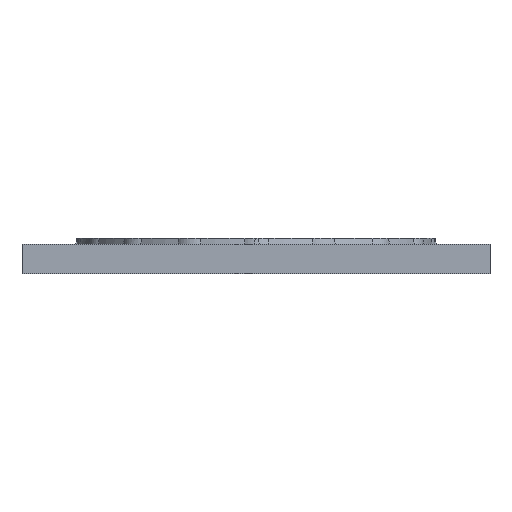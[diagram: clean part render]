
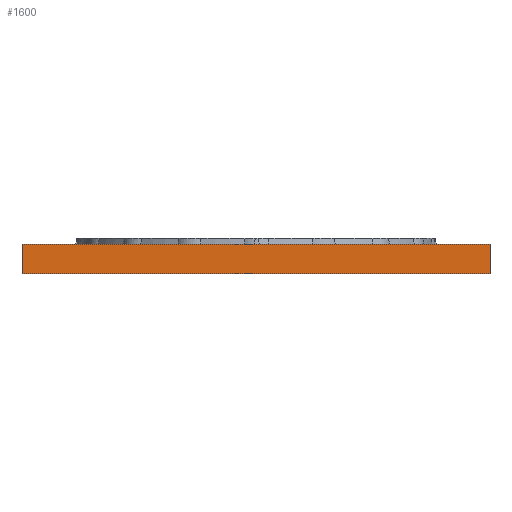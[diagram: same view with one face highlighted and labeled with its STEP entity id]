
A CAD part, front view. The second image highlights one B-rep face of the part: STEP entity #1600.
In plain terms, the highlighted planar face has unit normal (0, -1, 0).
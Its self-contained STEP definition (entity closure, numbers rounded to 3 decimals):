
#390=FACE_OUTER_BOUND('',#479,.T.);
#479=EDGE_LOOP('',(#1407,#1408,#1409,#1410));
#484=LINE('',#2373,#528);
#519=LINE('',#2780,#563);
#525=LINE('',#3079,#569);
#526=LINE('',#3081,#570);
#528=VECTOR('',#1869,10.);
#563=VECTOR('',#2146,10.);
#569=VECTOR('',#2350,10.);
#570=VECTOR('',#2353,10.);
#572=VERTEX_POINT('',#2370);
#573=VERTEX_POINT('',#2372);
#671=VERTEX_POINT('',#2778);
#672=VERTEX_POINT('',#2779);
#740=EDGE_CURVE('',#572,#573,#484,.T.);
#887=EDGE_CURVE('',#671,#672,#519,.T.);
#989=EDGE_CURVE('',#671,#572,#525,.T.);
#990=EDGE_CURVE('',#672,#573,#526,.T.);
#1407=ORIENTED_EDGE('',*,*,#887,.T.);
#1408=ORIENTED_EDGE('',*,*,#990,.T.);
#1409=ORIENTED_EDGE('',*,*,#740,.F.);
#1410=ORIENTED_EDGE('',*,*,#989,.F.);
#1512=PLANE('',#1852);
#1600=ADVANCED_FACE('',(#390),#1512,.T.);
#1852=AXIS2_PLACEMENT_3D('',#3080,#2351,#2352);
#1869=DIRECTION('',(-1.,0.,0.));
#2146=DIRECTION('',(-1.,0.,0.));
#2350=DIRECTION('',(0.,0.,-1.));
#2351=DIRECTION('center_axis',(0.,-1.,0.));
#2352=DIRECTION('ref_axis',(-1.,0.,0.));
#2353=DIRECTION('',(0.,0.,-1.));
#2370=CARTESIAN_POINT('',(39.962,-21.048,-2.7));
#2372=CARTESIAN_POINT('',(-40.038,-21.048,-2.7));
#2373=CARTESIAN_POINT('',(-40.038,-21.048,-2.7));
#2778=CARTESIAN_POINT('',(39.962,-21.048,2.3));
#2779=CARTESIAN_POINT('',(-40.038,-21.048,2.3));
#2780=CARTESIAN_POINT('',(19.962,-21.048,2.3));
#3079=CARTESIAN_POINT('',(39.962,-21.048,20.));
#3080=CARTESIAN_POINT('Origin',(39.962,-21.048,20.));
#3081=CARTESIAN_POINT('',(-40.038,-21.048,20.));
